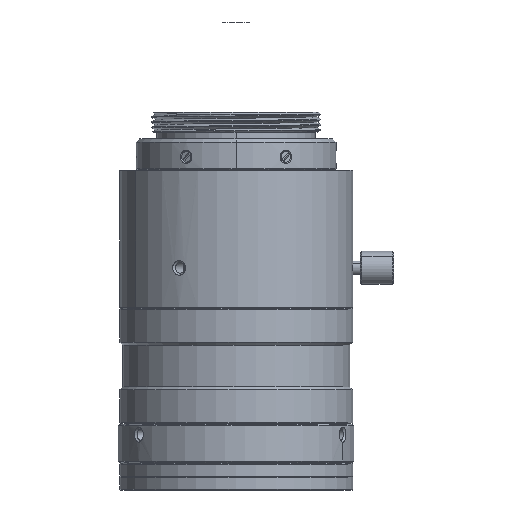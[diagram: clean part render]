
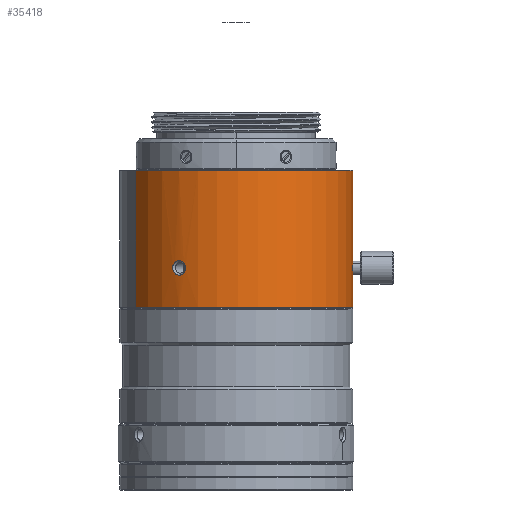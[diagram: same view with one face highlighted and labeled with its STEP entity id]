
A CAD part, left-side view. The second image highlights one B-rep face of the part: STEP entity #35418.
In plain terms, the highlighted cylindrical face has radius 17.5 mm (diameter 35 mm), a partial arc.
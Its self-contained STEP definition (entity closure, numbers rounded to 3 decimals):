
#34223=CARTESIAN_POINT('',(0.,-17.5,-15.826));
#34235=CARTESIAN_POINT('',(0.,-17.5,-16.826));
#34287=CARTESIAN_POINT('',(0.,-17.5,-16.826));
#34288=CARTESIAN_POINT('',(-0.053,-17.5,-16.826));
#34289=CARTESIAN_POINT('',(-0.155,-17.5,
-16.81));
#34290=CARTESIAN_POINT('',(-0.298,-17.498,
-16.739));
#34291=CARTESIAN_POINT('',(-0.411,-17.495,
-16.625));
#34292=CARTESIAN_POINT('',(-0.483,-17.493,
-16.484));
#34293=CARTESIAN_POINT('',(-0.508,-17.493,
-16.325));
#34294=CARTESIAN_POINT('',(-0.483,-17.493,
-16.168));
#34295=CARTESIAN_POINT('',(-0.411,-17.495,
-16.027));
#34296=CARTESIAN_POINT('',(-0.297,-17.498,
-15.914));
#34297=CARTESIAN_POINT('',(-0.154,-17.5,
-15.842));
#34298=CARTESIAN_POINT('',(-0.053,-17.5,-15.826));
#34299=CARTESIAN_POINT('',(0.,-17.5,-15.826));
#34301=DIRECTION('',(0.,0.,-1.));
#34302=VECTOR('',#34301,0.9);
#34303=CARTESIAN_POINT('',(0.,-17.5,-16.826));
#34304=LINE('',#34303,#34302);
#34305=CARTESIAN_POINT('',(0.,0.,-17.726));
#34306=DIRECTION('',(0.,0.,-1.));
#34307=DIRECTION('',(0.,-1.,0.));
#34308=AXIS2_PLACEMENT_3D('',#34305,#34306,#34307);
#34310=DIRECTION('',(0.,0.,-1.));
#34311=VECTOR('',#34310,20.45);
#34312=CARTESIAN_POINT('',(0.,17.5,
2.724));
#34313=LINE('',#34312,#34311);
#34314=CARTESIAN_POINT('',(0.,0.,2.724));
#34315=DIRECTION('',(0.,0.,-1.));
#34316=DIRECTION('',(0.,-1.,0.));
#34317=AXIS2_PLACEMENT_3D('',#34314,#34315,#34316);
#34319=DIRECTION('',(0.,0.,-1.));
#34320=VECTOR('',#34319,18.55);
#34321=CARTESIAN_POINT('',(0.,-17.5,
2.724));
#34322=LINE('',#34321,#34320);
#34323=CARTESIAN_POINT('',(-8.75,15.155,
-10.726));
#34324=CARTESIAN_POINT('',(-8.835,15.107,
-10.726));
#34325=CARTESIAN_POINT('',(-9.005,15.006,
-10.752));
#34326=CARTESIAN_POINT('',(-9.24,14.862,
-10.865));
#34327=CARTESIAN_POINT('',(-9.438,14.737,
-11.044));
#34328=CARTESIAN_POINT('',(-9.588,14.64,
-11.276));
#34329=CARTESIAN_POINT('',(-9.681,14.579,
-11.543));
#34330=CARTESIAN_POINT('',(-9.712,14.558,
-11.828));
#34331=CARTESIAN_POINT('',(-9.68,14.579,
-12.113));
#34332=CARTESIAN_POINT('',(-9.586,14.641,
-12.38));
#34333=CARTESIAN_POINT('',(-9.436,14.739,
-12.611));
#34334=CARTESIAN_POINT('',(-9.237,14.864,
-12.79));
#34335=CARTESIAN_POINT('',(-9.,15.009,
-12.902));
#34336=CARTESIAN_POINT('',(-8.832,15.108,
-12.927));
#34337=CARTESIAN_POINT('',(-8.75,15.155,
-12.926));
#34339=CARTESIAN_POINT('',(-8.75,15.155,
-12.926));
#34340=CARTESIAN_POINT('',(-8.665,15.205,
-12.927));
#34341=CARTESIAN_POINT('',(-8.493,15.302,
-12.9));
#34342=CARTESIAN_POINT('',(-8.251,15.434,
-12.787));
#34343=CARTESIAN_POINT('',(-8.044,15.542,
-12.608));
#34344=CARTESIAN_POINT('',(-7.884,15.624,
-12.377));
#34345=CARTESIAN_POINT('',(-7.785,15.673,
-12.109));
#34346=CARTESIAN_POINT('',(-7.752,15.69,
-11.824));
#34347=CARTESIAN_POINT('',(-7.786,15.673,
-11.539));
#34348=CARTESIAN_POINT('',(-7.886,15.623,
-11.272));
#34349=CARTESIAN_POINT('',(-8.046,15.541,
-11.042));
#34350=CARTESIAN_POINT('',(-8.254,15.432,
-10.863));
#34351=CARTESIAN_POINT('',(-8.498,15.299,
-10.751));
#34352=CARTESIAN_POINT('',(-8.668,15.203,
-10.725));
#34353=CARTESIAN_POINT('',(-8.75,15.155,
-10.726));
#34355=CARTESIAN_POINT('',(-8.75,-15.155,
-10.726));
#34356=CARTESIAN_POINT('',(-8.665,-15.205,
-10.726));
#34357=CARTESIAN_POINT('',(-8.493,-15.302,
-10.752));
#34358=CARTESIAN_POINT('',(-8.251,-15.434,
-10.865));
#34359=CARTESIAN_POINT('',(-8.044,-15.542,
-11.044));
#34360=CARTESIAN_POINT('',(-7.884,-15.624,
-11.276));
#34361=CARTESIAN_POINT('',(-7.785,-15.673,
-11.543));
#34362=CARTESIAN_POINT('',(-7.752,-15.69,
-11.828));
#34363=CARTESIAN_POINT('',(-7.786,-15.673,
-12.113));
#34364=CARTESIAN_POINT('',(-7.886,-15.623,
-12.38));
#34365=CARTESIAN_POINT('',(-8.046,-15.541,
-12.611));
#34366=CARTESIAN_POINT('',(-8.254,-15.432,
-12.789));
#34367=CARTESIAN_POINT('',(-8.498,-15.299,
-12.902));
#34368=CARTESIAN_POINT('',(-8.668,-15.203,
-12.927));
#34369=CARTESIAN_POINT('',(-8.75,-15.155,
-12.926));
#34371=CARTESIAN_POINT('',(-8.75,-15.155,
-12.926));
#34372=CARTESIAN_POINT('',(-8.835,-15.107,
-12.927));
#34373=CARTESIAN_POINT('',(-9.005,-15.006,
-12.9));
#34374=CARTESIAN_POINT('',(-9.24,-14.862,
-12.787));
#34375=CARTESIAN_POINT('',(-9.438,-14.737,
-12.608));
#34376=CARTESIAN_POINT('',(-9.588,-14.64,
-12.377));
#34377=CARTESIAN_POINT('',(-9.681,-14.579,
-12.109));
#34378=CARTESIAN_POINT('',(-9.712,-14.558,
-11.824));
#34379=CARTESIAN_POINT('',(-9.68,-14.579,
-11.539));
#34380=CARTESIAN_POINT('',(-9.586,-14.641,
-11.272));
#34381=CARTESIAN_POINT('',(-9.436,-14.739,
-11.042));
#34382=CARTESIAN_POINT('',(-9.237,-14.864,
-10.863));
#34383=CARTESIAN_POINT('',(-9.,-15.009,
-10.751));
#34384=CARTESIAN_POINT('',(-8.832,-15.108,
-10.725));
#34385=CARTESIAN_POINT('',(-8.75,-15.155,
-10.726));
#34963=CARTESIAN_POINT('',(0.,17.5,2.724));
#34964=CARTESIAN_POINT('',(0.,-17.5,2.724));
#34965=VERTEX_POINT('',#34963);
#34966=VERTEX_POINT('',#34964);
#34975=CARTESIAN_POINT('',(0.,17.5,-17.726));
#34976=CARTESIAN_POINT('',(0.,-17.5,-17.726));
#34977=VERTEX_POINT('',#34975);
#34978=VERTEX_POINT('',#34976);
#35008=VERTEX_POINT('',#34223);
#35009=VERTEX_POINT('',#34235);
#35018=VERTEX_POINT('',#34323);
#35019=VERTEX_POINT('',#34337);
#35026=VERTEX_POINT('',#34355);
#35027=VERTEX_POINT('',#34369);
#35391=CARTESIAN_POINT('',(0.,0.,-18.859));
#35392=DIRECTION('',(0.,0.,1.));
#35393=DIRECTION('',(0.,1.,0.));
#35394=AXIS2_PLACEMENT_3D('',#35391,#35392,#35393);
#35395=CYLINDRICAL_SURFACE('',#35394,17.5);
#35396=ORIENTED_EDGE('',*,*,#35382,.F.);
#35397=ORIENTED_EDGE('',*,*,#35352,.T.);
#35399=ORIENTED_EDGE('',*,*,#35398,.T.);
#35400=ORIENTED_EDGE('',*,*,#35348,.F.);
#35402=ORIENTED_EDGE('',*,*,#35401,.F.);
#35403=ORIENTED_EDGE('',*,*,#35344,.T.);
#35404=EDGE_LOOP('',(#35396,#35397,#35399,#35400,#35402,#35403));
#35405=FACE_OUTER_BOUND('',#35404,.F.);
#35407=ORIENTED_EDGE('',*,*,#35406,.F.);
#35409=ORIENTED_EDGE('',*,*,#35408,.F.);
#35410=EDGE_LOOP('',(#35407,#35409));
#35411=FACE_BOUND('',#35410,.F.);
#35413=ORIENTED_EDGE('',*,*,#35412,.F.);
#35415=ORIENTED_EDGE('',*,*,#35414,.F.);
#35416=EDGE_LOOP('',(#35413,#35415));
#35417=FACE_BOUND('',#35416,.F.);
#35418=ADVANCED_FACE('',(#35405,#35411,#35417),#35395,.T.);
#34300=B_SPLINE_CURVE_WITH_KNOTS('',3,(#34287,#34288,#34289,#34290,#34291,
#34292,#34293,#34294,#34295,#34296,#34297,#34298,#34299),.UNSPECIFIED.,.F.,.F.,(
4,1,1,1,1,1,1,1,1,1,4),(0.,0.1,0.2,0.3,0.4,0.5,0.6,0.7,0.8,
0.9,1.),.UNSPECIFIED.);
#34309=CIRCLE('',#34308,17.5);
#34318=CIRCLE('',#34317,17.5);
#34338=B_SPLINE_CURVE_WITH_KNOTS('',3,(#34323,#34324,#34325,#34326,#34327,
#34328,#34329,#34330,#34331,#34332,#34333,#34334,#34335,#34336,#34337),
.UNSPECIFIED.,.F.,.F.,(4,1,1,1,1,1,1,1,1,1,1,1,4),(0.,0.083,
0.167,0.25,0.333,0.417,
0.5,0.583,0.667,0.75,
0.833,0.917,1.),.UNSPECIFIED.);
#34354=B_SPLINE_CURVE_WITH_KNOTS('',3,(#34339,#34340,#34341,#34342,#34343,
#34344,#34345,#34346,#34347,#34348,#34349,#34350,#34351,#34352,#34353),
.UNSPECIFIED.,.F.,.F.,(4,1,1,1,1,1,1,1,1,1,1,1,4),(0.,0.083,
0.167,0.25,0.333,0.417,
0.5,0.583,0.667,0.75,
0.833,0.917,1.),.UNSPECIFIED.);
#34370=B_SPLINE_CURVE_WITH_KNOTS('',3,(#34355,#34356,#34357,#34358,#34359,
#34360,#34361,#34362,#34363,#34364,#34365,#34366,#34367,#34368,#34369),
.UNSPECIFIED.,.F.,.F.,(4,1,1,1,1,1,1,1,1,1,1,1,4),(0.,0.083,
0.167,0.25,0.333,0.417,
0.5,0.583,0.667,0.75,
0.833,0.917,1.),.UNSPECIFIED.);
#34386=B_SPLINE_CURVE_WITH_KNOTS('',3,(#34371,#34372,#34373,#34374,#34375,
#34376,#34377,#34378,#34379,#34380,#34381,#34382,#34383,#34384,#34385),
.UNSPECIFIED.,.F.,.F.,(4,1,1,1,1,1,1,1,1,1,1,1,4),(0.,0.083,
0.167,0.25,0.333,0.417,
0.5,0.583,0.667,0.75,
0.833,0.917,1.),.UNSPECIFIED.);
#35344=EDGE_CURVE('',#34966,#35008,#34322,.T.);
#35348=EDGE_CURVE('',#34965,#34977,#34313,.T.);
#35352=EDGE_CURVE('',#35009,#34978,#34304,.T.);
#35382=EDGE_CURVE('',#35009,#35008,#34300,.T.);
#35398=EDGE_CURVE('',#34978,#34977,#34309,.T.);
#35401=EDGE_CURVE('',#34966,#34965,#34318,.T.);
#35406=EDGE_CURVE('',#35018,#35019,#34338,.T.);
#35408=EDGE_CURVE('',#35019,#35018,#34354,.T.);
#35412=EDGE_CURVE('',#35026,#35027,#34370,.T.);
#35414=EDGE_CURVE('',#35027,#35026,#34386,.T.);
